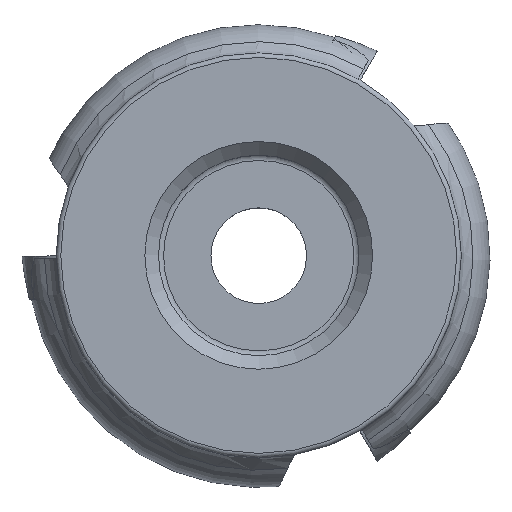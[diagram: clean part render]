
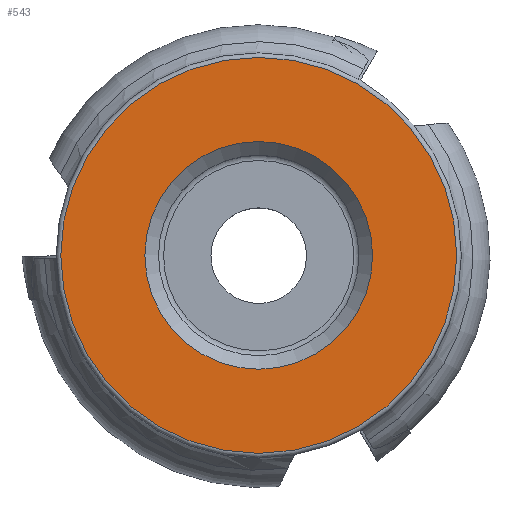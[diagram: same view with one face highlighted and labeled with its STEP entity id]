
A CAD part, top view. The second image highlights one B-rep face of the part: STEP entity #543.
In plain terms, the highlighted planar face has unit normal (0, 0, 1).
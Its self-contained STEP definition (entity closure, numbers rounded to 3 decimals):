
#543=ADVANCED_FACE('',(#818,#819),#734,.T.);
#734=PLANE('',#3829);
#818=FACE_BOUND('',#949,.T.);
#819=FACE_BOUND('',#950,.T.);
#949=EDGE_LOOP('',(#1818));
#950=EDGE_LOOP('',(#1819));
#1818=ORIENTED_EDGE('',*,*,#3127,.F.);
#1819=ORIENTED_EDGE('',*,*,#3128,.T.);
#2755=VERTEX_POINT('',#5840);
#2756=VERTEX_POINT('',#5842);
#3127=EDGE_CURVE('',#2755,#2755,#3552,.T.);
#3128=EDGE_CURVE('',#2756,#2756,#3553,.T.);
#3552=CIRCLE('',#3827,21.74);
#3553=CIRCLE('',#3828,12.505);
#3827=AXIS2_PLACEMENT_3D('',#5839,#4341,#4342);
#3828=AXIS2_PLACEMENT_3D('',#5841,#4343,#4344);
#3829=AXIS2_PLACEMENT_3D('',#5843,#4345,#4346);
#4341=DIRECTION('',(0.,0.,-1.));
#4342=DIRECTION('',(0.,-1.,0.));
#4343=DIRECTION('',(0.,0.,-1.));
#4344=DIRECTION('',(0.,-1.,0.));
#4345=DIRECTION('',(0.,0.,1.));
#4346=DIRECTION('',(0.,-1.,0.));
#5839=CARTESIAN_POINT('',(0.,0.,0.));
#5840=CARTESIAN_POINT('',(0.,-21.74,0.));
#5841=CARTESIAN_POINT('',(0.,0.,0.));
#5842=CARTESIAN_POINT('',(0.,-12.505,0.));
#5843=CARTESIAN_POINT('',(-21.74,0.,0.));
